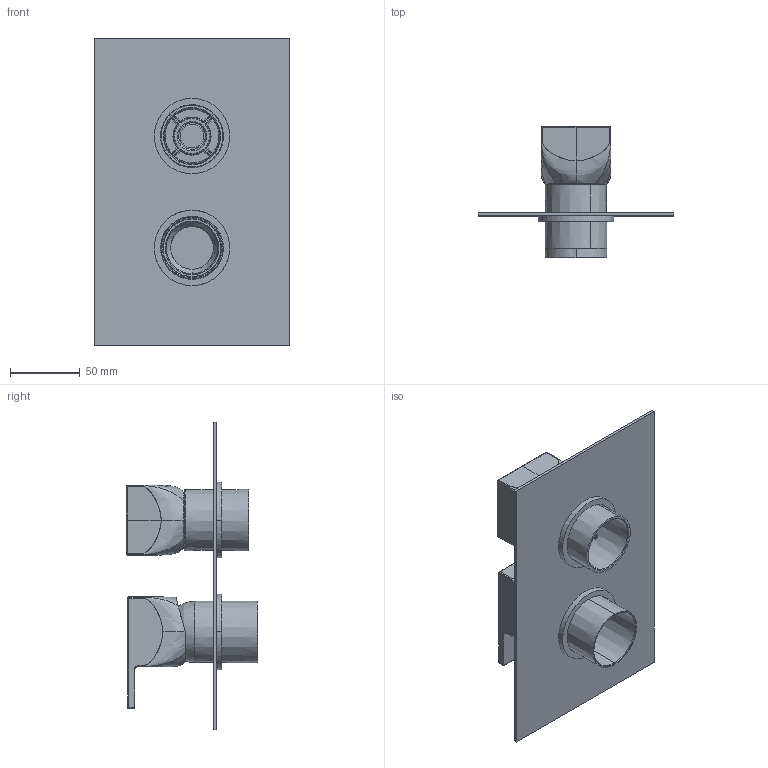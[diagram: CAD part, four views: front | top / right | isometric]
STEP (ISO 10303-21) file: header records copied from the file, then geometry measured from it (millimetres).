
FILE_DESCRIPTION(('CATIA V5 STEP Exchange','CAx-IF Rec.Pracs.--- Model Styling and Organization---1.5--- 2016-08-15','CAx-IF Rec.Pracs.---Supplemental Geometry---1.0---2011-11-01','CAx-IF Rec.Pracs.--- Composite Materials ---3.4---2017-06-13','CAx-IF Rec.Pracs.---Tessellated 3D Geometry---1.0---2015-12-17'),'2;1');
FILE_NAME('RI0BM030.stp','2024-06-20T13:14:20+00:00',('none'),('none'),'CATIA Version 5-6 Release 2020 SP2','CATIA V5 STEP AP242 v2','none');
FILE_SCHEMA(('AP242_MANAGED_MODEL_BASED_3D_ENGINEERING_MIM_LF {1 0 10303 442 1 1 4}'));
Products named in the file (1): RI0BM030
Bounding box: 140 x 94 x 220 mm (x, y, z)
Volume: 90603 mm3; surface area: 118008.7 mm2
Topology: 3 solids, 105 shells, 287 faces, 1075 edges, 888 vertices
Faces by surface type: bspline 70, plane 52, cylinder 52, torus 40, cone 35, extrusion 16, sphere 16, revolution 6
Entity records: 38296 total; most frequent: CARTESIAN_POINT 30659, ORIENTED_EDGE 1510, EDGE_CURVE 1057, VERTEX_POINT 888, DIRECTION 880, B_SPLINE_CURVE_WITH_KNOTS 519, AXIS2_PLACEMENT_3D 479, CIRCLE 329
